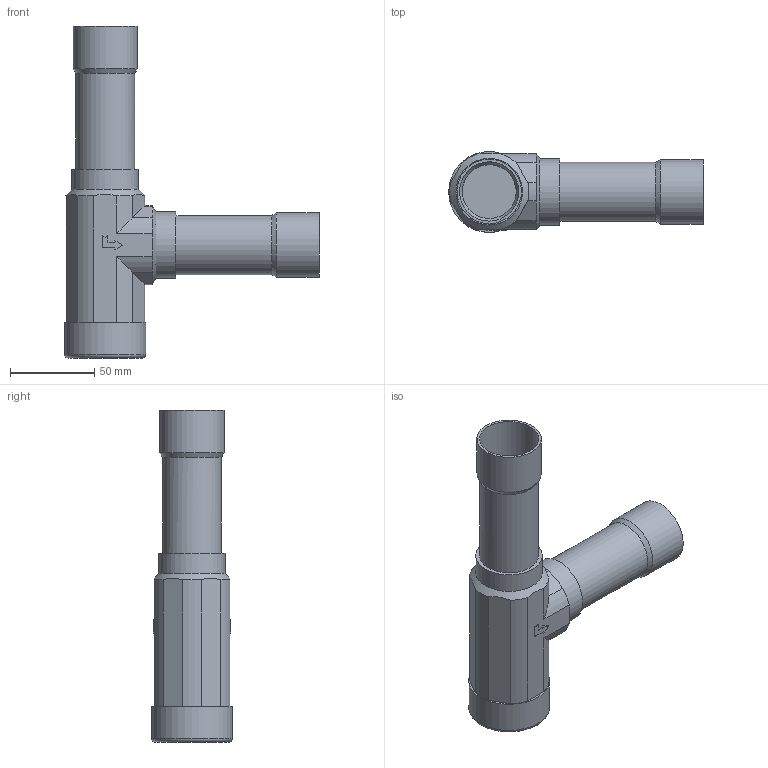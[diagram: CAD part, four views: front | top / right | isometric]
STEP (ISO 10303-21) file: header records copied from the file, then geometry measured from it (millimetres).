
FILE_DESCRIPTION(/* description */ (''),/* implementation_level */ '2;1');
FILE_NAME(/* name */ '020-1026R.stp',/* time_stamp */ '2022-08-11T15:42:58+03:00',/* author */ ('U403152'),/* organization */ (''),/* preprocessor_version */ 'ST-DEVELOPER v18.1',/* originating_system */ 'Autodesk Inventor 2020',/* authorisation */ '');
FILE_SCHEMA (('AUTOMOTIVE_DESIGN { 1 0 10303 214 3 1 1 }'));
Length unit declared in the file: millimetre
Products named in the file (1): Part1
Bounding box: 151 x 48 x 197 mm (x, y, z)
Volume: 227859.9 mm3; surface area: 61558.6 mm2
Topology: 1 solids, 1 shells, 75 faces, 202 edges, 136 vertices
Faces by surface type: plane 42, cylinder 26, cone 6, torus 1
Full cylindrical faces by diameter (mm): 32 x2, 35 x2, 35.2 x2, 38.2 x2, 39.5 x2, 48 x1
Entity records: 2410 total; most frequent: CARTESIAN_POINT 438, DIRECTION 415, ORIENTED_EDGE 404, EDGE_CURVE 202, AXIS2_PLACEMENT_3D 149, VERTEX_POINT 136, LINE 117, VECTOR 117
